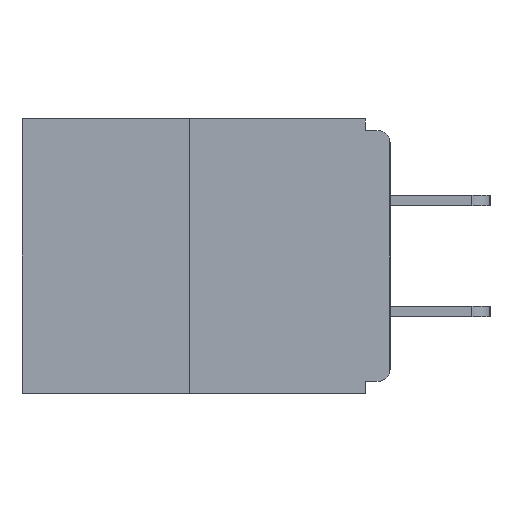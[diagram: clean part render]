
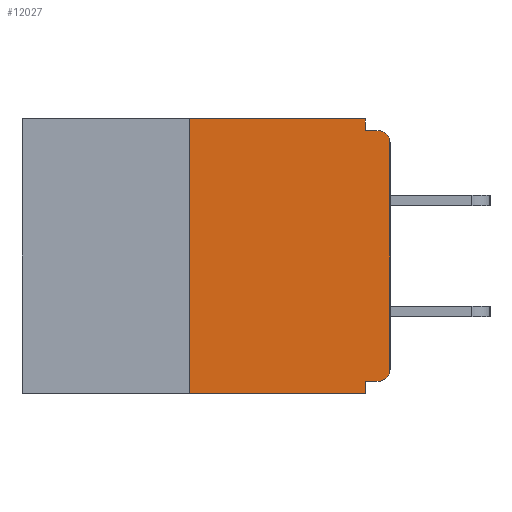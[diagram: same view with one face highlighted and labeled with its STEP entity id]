
A CAD part, left-side view. The second image highlights one B-rep face of the part: STEP entity #12027.
In plain terms, the highlighted planar face has unit normal (-1, 0, 0).
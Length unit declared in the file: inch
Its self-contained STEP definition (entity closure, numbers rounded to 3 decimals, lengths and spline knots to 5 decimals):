
#394 = DIRECTION ( 'NONE',  ( 0., 0., -1. ) ) ;
#663 = LINE ( 'NONE', #17631, #17550 ) ;
#704 = ORIENTED_EDGE ( 'NONE', *, *, #10512, .F. ) ;
#820 = ORIENTED_EDGE ( 'NONE', *, *, #17807, .F. ) ;
#957 = LINE ( 'NONE', #5126, #10834 ) ;
#1107 = VECTOR ( 'NONE', #14974, 39.37008 ) ;
#1428 = CARTESIAN_POINT ( 'NONE',  ( 0., 0., -0.03 ) ) ;
#1441 = ORIENTED_EDGE ( 'NONE', *, *, #17780, .T. ) ;
#1805 = CARTESIAN_POINT ( 'NONE',  ( 0., 0.031, 0. ) ) ;
#1839 = DIRECTION ( 'NONE',  ( 0., 0., -1. ) ) ;
#1897 = LINE ( 'NONE', #6269, #12451 ) ;
#2243 = VERTEX_POINT ( 'NONE', #2682 ) ;
#2682 = CARTESIAN_POINT ( 'NONE',  ( 0., 0.031, 0. ) ) ;
#2817 = VERTEX_POINT ( 'NONE', #6544 ) ;
#3395 = CARTESIAN_POINT ( 'NONE',  ( 0., 0., 0. ) ) ;
#3398 = VECTOR ( 'NONE', #7668, 39.37008 ) ;
#3890 = DIRECTION ( 'NONE',  ( 0., -1., 0. ) ) ;
#3909 = EDGE_CURVE ( 'NONE', #5276, #6469, #957, .T. ) ;
#4379 = CARTESIAN_POINT ( 'NONE',  ( 0., 0.25, -0.343 ) ) ;
#4647 = CARTESIAN_POINT ( 'NONE',  ( 0., 0.031, -0.343 ) ) ;
#5087 = VECTOR ( 'NONE', #9764, 39.37008 ) ;
#5126 = CARTESIAN_POINT ( 'NONE',  ( 0., 0.25, 0. ) ) ;
#5276 = VERTEX_POINT ( 'NONE', #4379 ) ;
#5282 = CARTESIAN_POINT ( 'NONE',  ( 0., 0.031, -0.015 ) ) ;
#5373 = EDGE_CURVE ( 'NONE', #8820, #17434, #663, .T. ) ;
#5611 = DIRECTION ( 'NONE',  ( 0., 0., -1. ) ) ;
#5847 = ORIENTED_EDGE ( 'NONE', *, *, #13778, .T. ) ;
#5928 = ORIENTED_EDGE ( 'NONE', *, *, #6678, .T. ) ;
#6269 = CARTESIAN_POINT ( 'NONE',  ( 0., 0., -0.015 ) ) ;
#6328 = VECTOR ( 'NONE', #7694, 39.37008 ) ;
#6368 = ORIENTED_EDGE ( 'NONE', *, *, #5373, .F. ) ;
#6469 = VERTEX_POINT ( 'NONE', #11320 ) ;
#6544 = CARTESIAN_POINT ( 'NONE',  ( 0., 0.015, -0.015 ) ) ;
#6678 = EDGE_CURVE ( 'NONE', #8820, #18223, #12741, .T. ) ;
#7026 = ORIENTED_EDGE ( 'NONE', *, *, #15345, .F. ) ;
#7120 = AXIS2_PLACEMENT_3D ( 'NONE', #14164, #12965, #5611 ) ;
#7499 = EDGE_CURVE ( 'NONE', #5276, #11716, #11797, .T. ) ;
#7668 = DIRECTION ( 'NONE',  ( 0., 0., -1. ) ) ;
#7694 = DIRECTION ( 'NONE',  ( 0., 0., -1. ) ) ;
#7885 = FACE_OUTER_BOUND ( 'NONE', #7909, .T. ) ;
#7909 = EDGE_LOOP ( 'NONE', ( #7026, #16963, #13878, #820, #6368, #5928, #5847, #1441, #16028, #704 ) ) ;
#7983 = VECTOR ( 'NONE', #3890, 39.37008 ) ;
#8182 = CARTESIAN_POINT ( 'NONE',  ( 0., 0.015, -0.328 ) ) ;
#8545 = PLANE ( 'NONE',  #7120 ) ;
#8820 = VERTEX_POINT ( 'NONE', #8182 ) ;
#8987 = DIRECTION ( 'NONE',  ( -1., 0., 0. ) ) ;
#9342 = VERTEX_POINT ( 'NONE', #1428 ) ;
#9564 = CARTESIAN_POINT ( 'NONE',  ( 0., 0.46, -0.343 ) ) ;
#9764 = DIRECTION ( 'NONE',  ( 0., -1., 0. ) ) ;
#10222 = LINE ( 'NONE', #17298, #5087 ) ;
#10512 = EDGE_CURVE ( 'NONE', #2243, #18147, #10635, .T. ) ;
#10635 = LINE ( 'NONE', #1805, #6328 ) ;
#10834 = VECTOR ( 'NONE', #16408, 39.37008 ) ;
#11320 = CARTESIAN_POINT ( 'NONE',  ( 0., 0.25, 0. ) ) ;
#11716 = VERTEX_POINT ( 'NONE', #4647 ) ;
#11797 = LINE ( 'NONE', #9564, #7983 ) ;
#12027 = ADVANCED_FACE ( 'NONE', ( #7885 ), #8545, .F. ) ;
#12451 = VECTOR ( 'NONE', #17866, 39.37008 ) ;
#12741 = CIRCLE ( 'NONE', #15429, 0.015 ) ;
#12965 = DIRECTION ( 'NONE',  ( 1., 0., 0. ) ) ;
#13283 = DIRECTION ( 'NONE',  ( 0., 1., 0. ) ) ;
#13778 = EDGE_CURVE ( 'NONE', #18223, #9342, #15302, .T. ) ;
#13878 = ORIENTED_EDGE ( 'NONE', *, *, #7499, .T. ) ;
#14164 = CARTESIAN_POINT ( 'NONE',  ( 0., 0.46, 0. ) ) ;
#14651 = CIRCLE ( 'NONE', #17243, 0.015 ) ;
#14735 = DIRECTION ( 'NONE',  ( -1., 0., 0. ) ) ;
#14800 = CARTESIAN_POINT ( 'NONE',  ( 0., 0.015, -0.03 ) ) ;
#14974 = DIRECTION ( 'NONE',  ( 0., 0., 1. ) ) ;
#15302 = LINE ( 'NONE', #3395, #1107 ) ;
#15345 = EDGE_CURVE ( 'NONE', #6469, #2243, #10222, .T. ) ;
#15429 = AXIS2_PLACEMENT_3D ( 'NONE', #17638, #8987, #394 ) ;
#16028 = ORIENTED_EDGE ( 'NONE', *, *, #16587, .F. ) ;
#16258 = CARTESIAN_POINT ( 'NONE',  ( 0., 0.031, -0.343 ) ) ;
#16408 = DIRECTION ( 'NONE',  ( 0., 0., 1. ) ) ;
#16587 = EDGE_CURVE ( 'NONE', #18147, #2817, #1897, .T. ) ;
#16769 = CARTESIAN_POINT ( 'NONE',  ( 0., 0.031, -0.328 ) ) ;
#16809 = CARTESIAN_POINT ( 'NONE',  ( 0., 0., -0.313 ) ) ;
#16897 = LINE ( 'NONE', #16258, #3398 ) ;
#16963 = ORIENTED_EDGE ( 'NONE', *, *, #3909, .F. ) ;
#17243 = AXIS2_PLACEMENT_3D ( 'NONE', #14800, #14735, #1839 ) ;
#17298 = CARTESIAN_POINT ( 'NONE',  ( 0., 0.46, 0. ) ) ;
#17434 = VERTEX_POINT ( 'NONE', #16769 ) ;
#17550 = VECTOR ( 'NONE', #13283, 39.37008 ) ;
#17631 = CARTESIAN_POINT ( 'NONE',  ( 0., 0., -0.328 ) ) ;
#17638 = CARTESIAN_POINT ( 'NONE',  ( 0., 0.015, -0.313 ) ) ;
#17780 = EDGE_CURVE ( 'NONE', #9342, #2817, #14651, .T. ) ;
#17807 = EDGE_CURVE ( 'NONE', #17434, #11716, #16897, .T. ) ;
#17866 = DIRECTION ( 'NONE',  ( 0., -1., 0. ) ) ;
#18147 = VERTEX_POINT ( 'NONE', #5282 ) ;
#18223 = VERTEX_POINT ( 'NONE', #16809 ) ;
